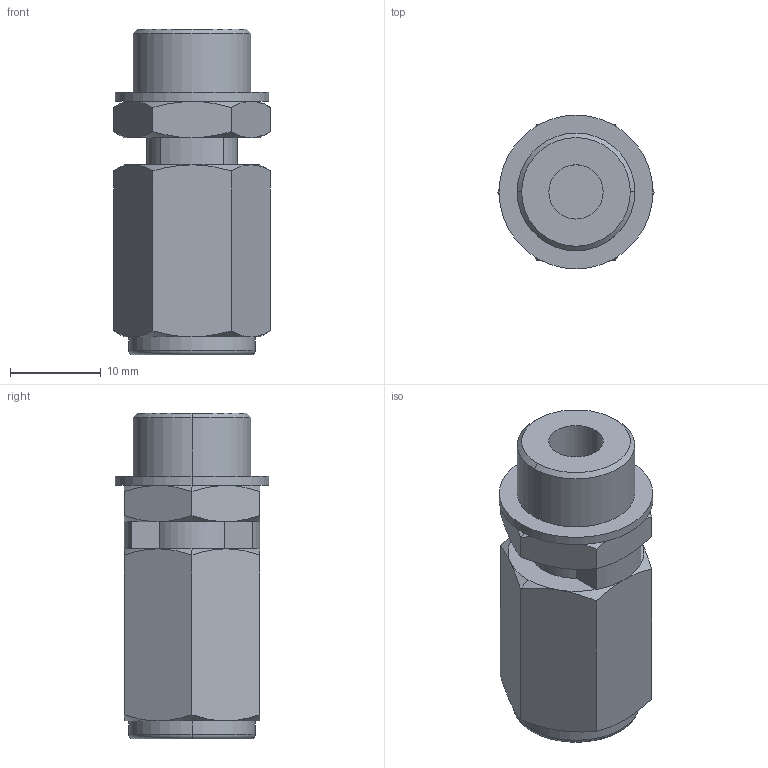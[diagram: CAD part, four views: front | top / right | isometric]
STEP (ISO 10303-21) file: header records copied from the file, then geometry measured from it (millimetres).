
FILE_DESCRIPTION (( 'STEP AP214' ), '1' );
FILE_NAME ('ENV2_252258.STEP', '2013-01-09T08:21:00', ( 'Admin2' ), ( '' ), 'SwSTEP 2.0', 'SolidWorks 2010', '' );
FILE_SCHEMA (( 'AUTOMOTIVE_DESIGN' ));
Length unit declared in the file: millimetre
Products named in the file (1): ENV2_252258
Bounding box: 17.32 x 17 x 36 mm (x, y, z)
Volume: 5967.3 mm3; surface area: 2664.6 mm2
Topology: 1 solids, 2 shells, 81 faces, 173 edges, 102 vertices
Faces by surface type: cone 30, plane 30, cylinder 17, torus 4
Entity records: 2461 total; most frequent: CARTESIAN_POINT 629, DIRECTION 367, ORIENTED_EDGE 346, EDGE_CURVE 173, AXIS2_PLACEMENT_3D 160, VERTEX_POINT 102, EDGE_LOOP 87, ADVANCED_FACE 81
